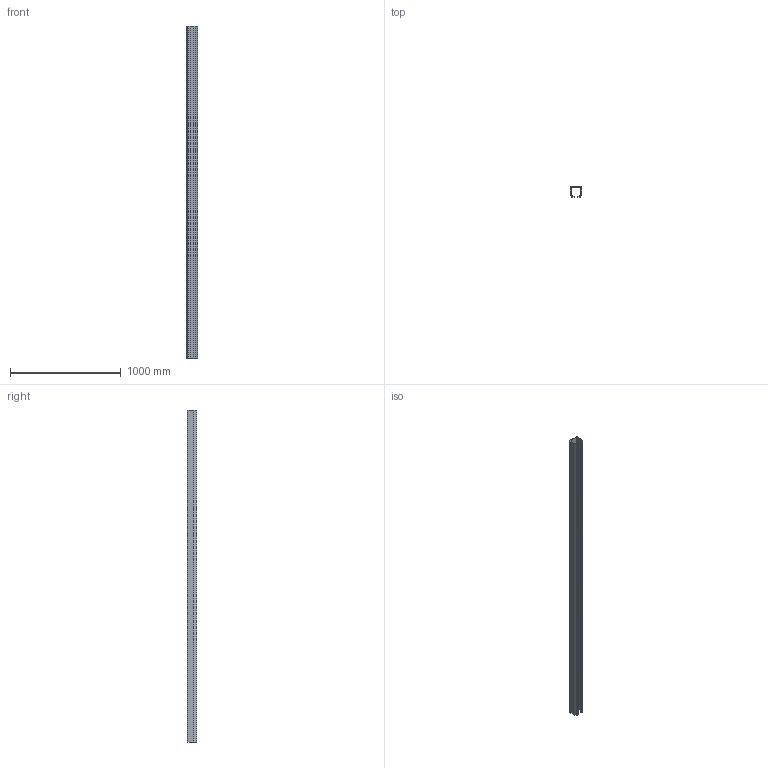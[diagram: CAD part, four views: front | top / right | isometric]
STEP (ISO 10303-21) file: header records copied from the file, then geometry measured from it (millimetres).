
FILE_DESCRIPTION(/* description */ ('CGS-345P L=3000 GUIDA GREZZA'),/* implementation_level */ '2;1');
FILE_NAME(/* name */ '10207005.stp',/* time_stamp */ '2022-01-18T17:56:44+01:00',/* author */ ('gcocco'),/* organization */ (''),/* preprocessor_version */ 'ST-DEVELOPER v17.2',/* originating_system */ 'Autodesk Inventor 2019',/* authorisation */ '');
FILE_SCHEMA (('AUTOMOTIVE_DESIGN { 1 0 10303 214 3 1 1 }'));
Products named in the file (1): 10207005
Bounding box: 100 x 89 x 3000 mm (x, y, z)
Volume: 4530120.5 mm3; surface area: 1850128.6 mm2
Topology: 1 solids, 1 shells, 2198 faces, 5958 edges, 3972 vertices
Faces by surface type: plane 1518, bspline 668, cylinder 12
Entity records: 73970 total; most frequent: CARTESIAN_POINT 22868, ORIENTED_EDGE 11916, DIRECTION 7708, EDGE_CURVE 5958, LINE 4598, VECTOR 4598, VERTEX_POINT 3972, EDGE_LOOP 2408
